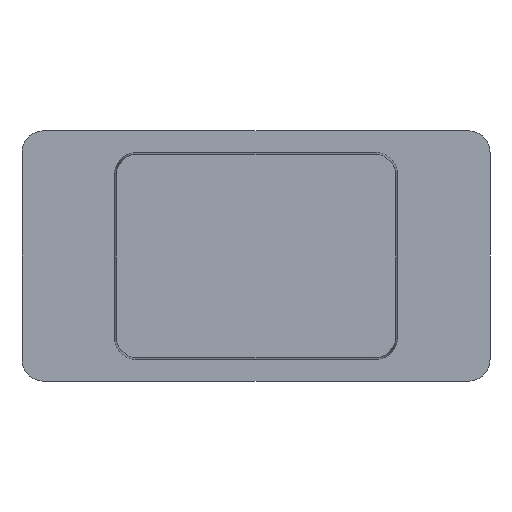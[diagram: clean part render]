
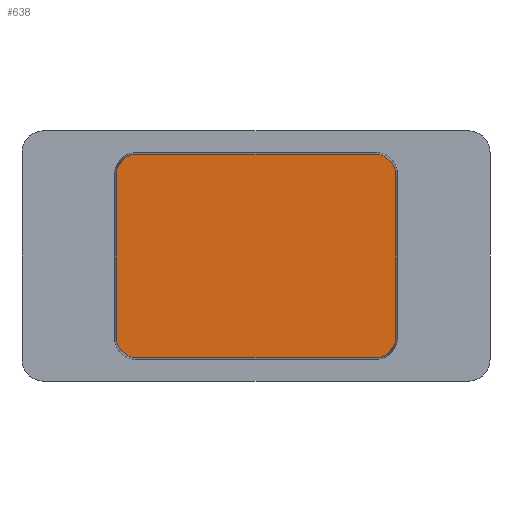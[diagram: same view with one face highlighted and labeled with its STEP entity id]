
A CAD part, front view. The second image highlights one B-rep face of the part: STEP entity #638.
In plain terms, the highlighted planar face has unit normal (0, -1, 0).
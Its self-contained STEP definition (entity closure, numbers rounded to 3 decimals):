
#2 =( BOUNDED_CURVE ( )  B_SPLINE_CURVE ( 3, ( #529, #808, #451, #17 ),
 .UNSPECIFIED., .F., .F. ) 
 B_SPLINE_CURVE_WITH_KNOTS ( ( 4, 4 ),
 ( 2.356, 3.927 ),
 .UNSPECIFIED. ) 
 CURVE ( )  GEOMETRIC_REPRESENTATION_ITEM ( )  RATIONAL_B_SPLINE_CURVE ( ( 1., 0.805, 0.805, 1. ) ) 
 REPRESENTATION_ITEM ( '' )  );
#3 = CARTESIAN_POINT ( 'NONE',  ( -5.43, 0., -4.68 ) ) ;
#17 = CARTESIAN_POINT ( 'NONE',  ( -5.43, 0., -4.68 ) ) ;
#37 = EDGE_CURVE ( 'NONE', #139, #493, #67, .T. ) ;
#47 = CARTESIAN_POINT ( 'NONE',  ( 6.43, 0., 4.266 ) ) ;
#67 =( BOUNDED_CURVE ( )  B_SPLINE_CURVE ( 3, ( #492, #853, #413, #634 ),
 .UNSPECIFIED., .F., .T. ) 
 B_SPLINE_CURVE_WITH_KNOTS ( ( 4, 4 ),
 ( 2.356, 3.927 ),
 .UNSPECIFIED. ) 
 CURVE ( )  GEOMETRIC_REPRESENTATION_ITEM ( )  RATIONAL_B_SPLINE_CURVE ( ( 1., 0.805, 0.805, 1. ) ) 
 REPRESENTATION_ITEM ( '' )  );
#68 = VERTEX_POINT ( 'NONE', #271 ) ;
#79 = CARTESIAN_POINT ( 'NONE',  ( -5.43, 0., 4.68 ) ) ;
#99 = CARTESIAN_POINT ( 'NONE',  ( -6.43, 0., 3.68 ) ) ;
#104 = EDGE_LOOP ( 'NONE', ( #698, #805, #525, #333, #722, #487, #473, #396 ) ) ;
#112 = DIRECTION ( 'NONE',  ( 0., -1., 0. ) ) ;
#139 = VERTEX_POINT ( 'NONE', #777 ) ;
#173 =( BOUNDED_CURVE ( )  B_SPLINE_CURVE ( 3, ( #79, #660, #224, #736 ),
 .UNSPECIFIED., .F., .F. ) 
 B_SPLINE_CURVE_WITH_KNOTS ( ( 4, 4 ),
 ( 2.356, 3.927 ),
 .UNSPECIFIED. ) 
 CURVE ( )  GEOMETRIC_REPRESENTATION_ITEM ( )  RATIONAL_B_SPLINE_CURVE ( ( 1., 0.805, 0.805, 1. ) ) 
 REPRESENTATION_ITEM ( '' )  );
#177 = EDGE_CURVE ( 'NONE', #68, #772, #846, .T. ) ;
#182 = LINE ( 'NONE', #752, #932 ) ;
#184 = CARTESIAN_POINT ( 'NONE',  ( 0., 0., 4.68 ) ) ;
#206 = DIRECTION ( 'NONE',  ( -1., 0., 0. ) ) ;
#224 = CARTESIAN_POINT ( 'NONE',  ( -6.43, 0., 4.266 ) ) ;
#230 = CARTESIAN_POINT ( 'NONE',  ( -6.43, 0., -3.68 ) ) ;
#238 = DIRECTION ( 'NONE',  ( 0., 0., -1. ) ) ;
#256 = EDGE_CURVE ( 'NONE', #139, #873, #694, .T. ) ;
#271 = CARTESIAN_POINT ( 'NONE',  ( 6.43, 0., 3.68 ) ) ;
#299 = VERTEX_POINT ( 'NONE', #377 ) ;
#311 = CARTESIAN_POINT ( 'NONE',  ( 5.43, 0., 4.68 ) ) ;
#328 = VECTOR ( 'NONE', #206, 1000. ) ;
#333 = ORIENTED_EDGE ( 'NONE', *, *, #37, .T. ) ;
#337 = VERTEX_POINT ( 'NONE', #230 ) ;
#342 = CARTESIAN_POINT ( 'NONE',  ( 6.43, 0., 3.68 ) ) ;
#347 = CARTESIAN_POINT ( 'NONE',  ( 5.43, 0., 4.68 ) ) ;
#374 = EDGE_CURVE ( 'NONE', #68, #493, #182, .T. ) ;
#377 = CARTESIAN_POINT ( 'NONE',  ( -5.43, 0., 4.68 ) ) ;
#395 = CARTESIAN_POINT ( 'NONE',  ( -6.43, 0., 0. ) ) ;
#396 = ORIENTED_EDGE ( 'NONE', *, *, #689, .T. ) ;
#413 = CARTESIAN_POINT ( 'NONE',  ( 6.43, 0., -4.266 ) ) ;
#431 = LINE ( 'NONE', #184, #581 ) ;
#437 = DIRECTION ( 'NONE',  ( 0., 0., 1. ) ) ;
#451 = CARTESIAN_POINT ( 'NONE',  ( -6.016, 0., -4.68 ) ) ;
#473 = ORIENTED_EDGE ( 'NONE', *, *, #626, .F. ) ;
#487 = ORIENTED_EDGE ( 'NONE', *, *, #177, .T. ) ;
#492 = CARTESIAN_POINT ( 'NONE',  ( 5.43, 0., -4.68 ) ) ;
#493 = VERTEX_POINT ( 'NONE', #894 ) ;
#524 = VERTEX_POINT ( 'NONE', #99 ) ;
#525 = ORIENTED_EDGE ( 'NONE', *, *, #256, .F. ) ;
#529 = CARTESIAN_POINT ( 'NONE',  ( -6.43, 0., -3.68 ) ) ;
#541 = AXIS2_PLACEMENT_3D ( 'NONE', #556, #112, #620 ) ;
#556 = CARTESIAN_POINT ( 'NONE',  ( 0., 0., 0. ) ) ;
#581 = VECTOR ( 'NONE', #768, 1000. ) ;
#614 = LINE ( 'NONE', #395, #616 ) ;
#616 = VECTOR ( 'NONE', #437, 1000. ) ;
#620 = DIRECTION ( 'NONE',  ( 0., 0., -1. ) ) ;
#626 = EDGE_CURVE ( 'NONE', #299, #772, #431, .T. ) ;
#634 = CARTESIAN_POINT ( 'NONE',  ( 6.43, 0., -3.68 ) ) ;
#638 = ADVANCED_FACE ( 'NONE', ( #920 ), #912, .T. ) ;
#645 = CARTESIAN_POINT ( 'NONE',  ( 0., 0., -4.68 ) ) ;
#660 = CARTESIAN_POINT ( 'NONE',  ( -6.016, 0., 4.68 ) ) ;
#689 = EDGE_CURVE ( 'NONE', #299, #524, #173, .T. ) ;
#694 = LINE ( 'NONE', #645, #328 ) ;
#698 = ORIENTED_EDGE ( 'NONE', *, *, #833, .F. ) ;
#715 = EDGE_CURVE ( 'NONE', #337, #873, #2, .T. ) ;
#722 = ORIENTED_EDGE ( 'NONE', *, *, #374, .F. ) ;
#736 = CARTESIAN_POINT ( 'NONE',  ( -6.43, 0., 3.68 ) ) ;
#752 = CARTESIAN_POINT ( 'NONE',  ( 6.43, 0., 0. ) ) ;
#768 = DIRECTION ( 'NONE',  ( 1., 0., 0. ) ) ;
#772 = VERTEX_POINT ( 'NONE', #311 ) ;
#777 = CARTESIAN_POINT ( 'NONE',  ( 5.43, 0., -4.68 ) ) ;
#780 = CARTESIAN_POINT ( 'NONE',  ( 6.016, 0., 4.68 ) ) ;
#805 = ORIENTED_EDGE ( 'NONE', *, *, #715, .T. ) ;
#808 = CARTESIAN_POINT ( 'NONE',  ( -6.43, 0., -4.266 ) ) ;
#833 = EDGE_CURVE ( 'NONE', #337, #524, #614, .T. ) ;
#846 =( BOUNDED_CURVE ( )  B_SPLINE_CURVE ( 3, ( #342, #47, #780, #347 ),
 .UNSPECIFIED., .F., .F. ) 
 B_SPLINE_CURVE_WITH_KNOTS ( ( 4, 4 ),
 ( 2.356, 3.927 ),
 .UNSPECIFIED. ) 
 CURVE ( )  GEOMETRIC_REPRESENTATION_ITEM ( )  RATIONAL_B_SPLINE_CURVE ( ( 1., 0.805, 0.805, 1. ) ) 
 REPRESENTATION_ITEM ( '' )  );
#853 = CARTESIAN_POINT ( 'NONE',  ( 6.016, 0., -4.68 ) ) ;
#873 = VERTEX_POINT ( 'NONE', #3 ) ;
#894 = CARTESIAN_POINT ( 'NONE',  ( 6.43, 0., -3.68 ) ) ;
#912 = PLANE ( 'NONE',  #541 ) ;
#920 = FACE_OUTER_BOUND ( 'NONE', #104, .T. ) ;
#932 = VECTOR ( 'NONE', #238, 1000. ) ;
